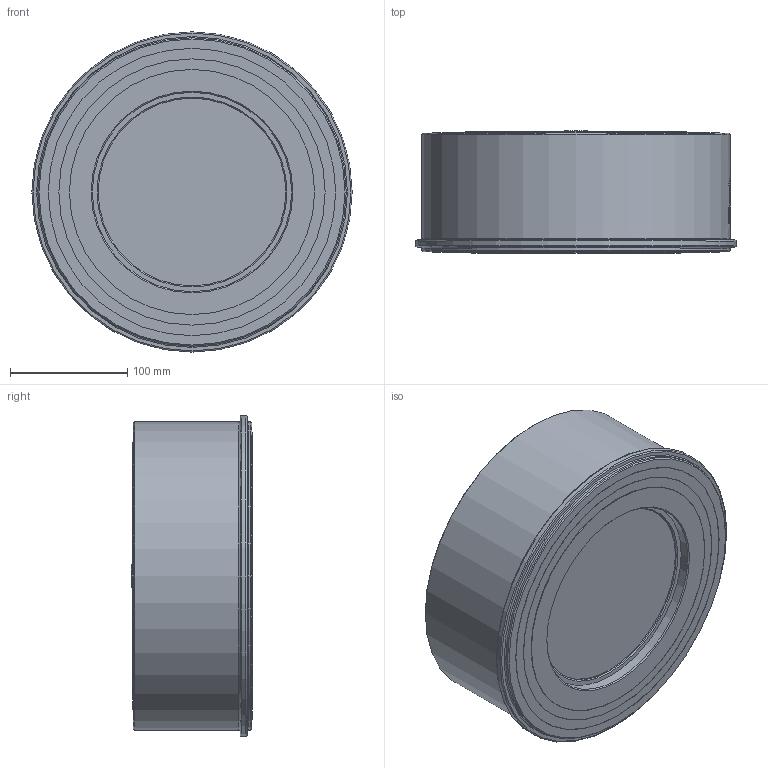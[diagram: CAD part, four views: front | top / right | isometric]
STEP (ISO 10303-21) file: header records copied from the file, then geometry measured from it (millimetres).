
FILE_DESCRIPTION(/* description */ (''),/* implementation_level */ '2;1');
FILE_NAME(/* name */ 'DN200_3D_STEP.stp',/* time_stamp */ '2024-08-12T19:56:37+03:00',/* author */ ('igorr'),/* organization */ (''),/* preprocessor_version */ 'ST-DEVELOPER v20',/* originating_system */ 'Autodesk Inventor 2025',/* authorisation */ '');
FILE_SCHEMA (('AUTOMOTIVE_DESIGN { 1 0 10303 214 3 1 1 }'));
Length unit declared in the file: millimetre
Products named in the file (1): Деталь
Bounding box: 273 x 104 x 273 mm (x, y, z)
Volume: 2707389.3 mm3; surface area: 309043.9 mm2
Topology: 1 solids, 1 shells, 165 faces, 394 edges, 253 vertices
Faces by surface type: plane 67, cylinder 47, bspline 24, torus 22, cone 5
Full cylindrical faces by diameter (mm): 20 x1, 20.5 x1, 160 x1, 170 x1, 191 x1, 200 x1, 209 x2, 227 x2, 245 x2, 263 x2, 273 x1
Entity records: 7607 total; most frequent: CARTESIAN_POINT 3532, DIRECTION 810, ORIENTED_EDGE 788, EDGE_CURVE 394, AXIS2_PLACEMENT_3D 323, VERTEX_POINT 253, EDGE_LOOP 195, CIRCLE 169
